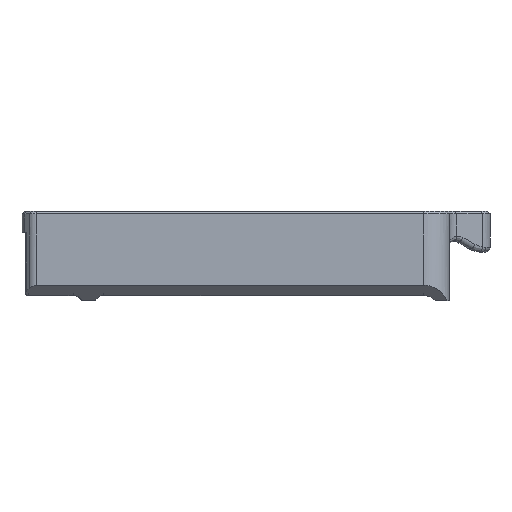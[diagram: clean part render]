
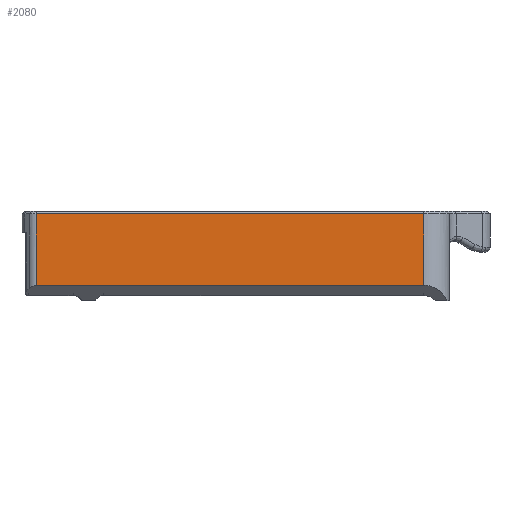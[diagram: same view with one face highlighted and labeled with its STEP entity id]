
A CAD part, left-side view. The second image highlights one B-rep face of the part: STEP entity #2080.
In plain terms, the highlighted planar face has unit normal (-1, 0, 0).
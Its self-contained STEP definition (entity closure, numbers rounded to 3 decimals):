
#137 = LINE ( 'NONE', #4170, #1700 ) ;
#419 = ORIENTED_EDGE ( 'NONE', *, *, #961, .F. ) ;
#515 = CARTESIAN_POINT ( 'NONE',  ( -71.25, -30.8, -9.25 ) ) ;
#935 = CARTESIAN_POINT ( 'NONE',  ( -71.25, 44.972, 4.75 ) ) ;
#959 = DIRECTION ( 'NONE',  ( 0., 1., 0. ) ) ;
#961 = EDGE_CURVE ( 'NONE', #1883, #3446, #1426, .T. ) ;
#1086 = VECTOR ( 'NONE', #4319, 1000. ) ;
#1265 = ORIENTED_EDGE ( 'NONE', *, *, #2677, .T. ) ;
#1426 = LINE ( 'NONE', #3601, #2644 ) ;
#1522 = DIRECTION ( 'NONE',  ( 0., 1., 0. ) ) ;
#1700 = VECTOR ( 'NONE', #4052, 1000. ) ;
#1840 = EDGE_CURVE ( 'NONE', #3056, #3511, #3426, .T. ) ;
#1857 = DIRECTION ( 'NONE',  ( 0., 0., -1. ) ) ;
#1883 = VERTEX_POINT ( 'NONE', #515 ) ;
#2080 = ADVANCED_FACE ( 'NONE', ( #2872 ), #2899, .F. ) ;
#2401 = CARTESIAN_POINT ( 'NONE',  ( -71.25, 44.972, -9.25 ) ) ;
#2490 = CARTESIAN_POINT ( 'NONE',  ( -71.25, 44.972, 4.75 ) ) ;
#2644 = VECTOR ( 'NONE', #1522, 1000. ) ;
#2677 = EDGE_CURVE ( 'NONE', #3511, #3446, #4338, .T. ) ;
#2799 = EDGE_CURVE ( 'NONE', #1883, #3056, #137, .T. ) ;
#2872 = FACE_OUTER_BOUND ( 'NONE', #4366, .T. ) ;
#2899 = PLANE ( 'NONE',  #4302 ) ;
#3056 = VERTEX_POINT ( 'NONE', #3224 ) ;
#3224 = CARTESIAN_POINT ( 'NONE',  ( -71.25, -30.8, 4.75 ) ) ;
#3234 = CARTESIAN_POINT ( 'NONE',  ( -71.25, 44.972, -9.25 ) ) ;
#3353 = ORIENTED_EDGE ( 'NONE', *, *, #1840, .T. ) ;
#3426 = LINE ( 'NONE', #935, #4228 ) ;
#3446 = VERTEX_POINT ( 'NONE', #2401 ) ;
#3511 = VERTEX_POINT ( 'NONE', #2490 ) ;
#3601 = CARTESIAN_POINT ( 'NONE',  ( -71.25, -43.8, -9.25 ) ) ;
#4021 = ORIENTED_EDGE ( 'NONE', *, *, #2799, .T. ) ;
#4052 = DIRECTION ( 'NONE',  ( 0., 0., 1. ) ) ;
#4170 = CARTESIAN_POINT ( 'NONE',  ( -71.25, -30.8, 5.25 ) ) ;
#4228 = VECTOR ( 'NONE', #959, 1000. ) ;
#4302 = AXIS2_PLACEMENT_3D ( 'NONE', #4307, #4351, #1857 ) ;
#4307 = CARTESIAN_POINT ( 'NONE',  ( -71.25, -35.8, 5.25 ) ) ;
#4319 = DIRECTION ( 'NONE',  ( 0., 0., -1. ) ) ;
#4338 = LINE ( 'NONE', #3234, #1086 ) ;
#4351 = DIRECTION ( 'NONE',  ( 1., 0., 0. ) ) ;
#4366 = EDGE_LOOP ( 'NONE', ( #4021, #3353, #1265, #419 ) ) ;
